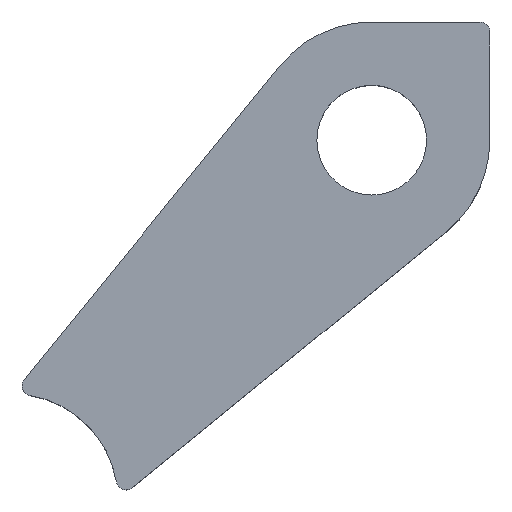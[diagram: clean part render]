
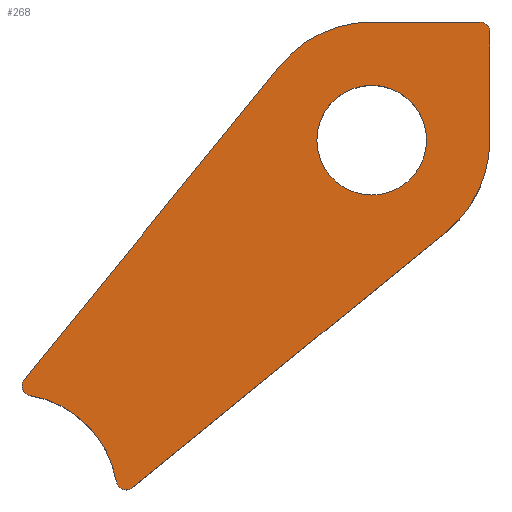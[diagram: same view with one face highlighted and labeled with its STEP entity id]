
A CAD part, top view. The second image highlights one B-rep face of the part: STEP entity #268.
In plain terms, the highlighted planar face has unit normal (0, 0, 1).
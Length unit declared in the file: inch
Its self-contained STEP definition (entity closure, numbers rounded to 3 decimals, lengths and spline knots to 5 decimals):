
#17=FACE_BOUND('',#57,.T.);
#24=PLANE('',#321);
#39=FACE_OUTER_BOUND('',#56,.T.);
#56=EDGE_LOOP('',(#235,#236,#237,#238,#239,#240,#241,#242,#243,#244));
#57=EDGE_LOOP('',(#245));
#70=LINE('',#460,#90);
#73=LINE('',#471,#93);
#76=LINE('',#478,#96);
#77=LINE('',#480,#97);
#90=VECTOR('',#378,0.3937);
#93=VECTOR('',#391,0.3937);
#96=VECTOR('',#400,0.3937);
#97=VECTOR('',#403,0.3937);
#100=CIRCLE('',#296,0.0625);
#108=CIRCLE('',#306,0.66);
#109=CIRCLE('',#308,0.0625);
#110=CIRCLE('',#310,0.0625);
#111=CIRCLE('',#313,0.34375);
#112=CIRCLE('',#315,0.74);
#113=CIRCLE('',#318,0.74);
#116=VERTEX_POINT('',#415);
#117=VERTEX_POINT('',#416);
#129=VERTEX_POINT('',#444);
#130=VERTEX_POINT('',#448);
#131=VERTEX_POINT('',#452);
#132=VERTEX_POINT('',#453);
#133=VERTEX_POINT('',#458);
#134=VERTEX_POINT('',#462);
#135=VERTEX_POINT('',#466);
#136=VERTEX_POINT('',#470);
#137=VERTEX_POINT('',#474);
#141=EDGE_CURVE('',#116,#117,#100,.T.);
#155=EDGE_CURVE('',#129,#117,#108,.T.);
#157=EDGE_CURVE('',#129,#130,#109,.T.);
#159=EDGE_CURVE('',#131,#132,#110,.T.);
#163=EDGE_CURVE('',#131,#133,#70,.T.);
#164=EDGE_CURVE('',#134,#134,#111,.T.);
#167=EDGE_CURVE('',#133,#135,#112,.T.);
#168=EDGE_CURVE('',#136,#132,#73,.T.);
#170=EDGE_CURVE('',#137,#136,#113,.T.);
#172=EDGE_CURVE('',#116,#137,#76,.T.);
#173=EDGE_CURVE('',#135,#130,#77,.T.);
#235=ORIENTED_EDGE('',*,*,#141,.F.);
#236=ORIENTED_EDGE('',*,*,#172,.T.);
#237=ORIENTED_EDGE('',*,*,#170,.T.);
#238=ORIENTED_EDGE('',*,*,#168,.T.);
#239=ORIENTED_EDGE('',*,*,#159,.F.);
#240=ORIENTED_EDGE('',*,*,#163,.T.);
#241=ORIENTED_EDGE('',*,*,#167,.T.);
#242=ORIENTED_EDGE('',*,*,#173,.T.);
#243=ORIENTED_EDGE('',*,*,#157,.F.);
#244=ORIENTED_EDGE('',*,*,#155,.T.);
#245=ORIENTED_EDGE('',*,*,#164,.T.);
#268=ADVANCED_FACE('',(#39,#17),#24,.T.);
#296=AXIS2_PLACEMENT_3D('',#417,#335,#336);
#306=AXIS2_PLACEMENT_3D('',#445,#361,#362);
#308=AXIS2_PLACEMENT_3D('',#449,#366,#367);
#310=AXIS2_PLACEMENT_3D('',#454,#371,#372);
#313=AXIS2_PLACEMENT_3D('',#463,#381,#382);
#315=AXIS2_PLACEMENT_3D('',#468,#387,#388);
#318=AXIS2_PLACEMENT_3D('',#475,#395,#396);
#321=AXIS2_PLACEMENT_3D('',#481,#404,#405);
#335=DIRECTION('center_axis',(0.,0.,-1.));
#336=DIRECTION('ref_axis',(-0.35,-0.937,0.));
#361=DIRECTION('center_axis',(0.,0.,-1.));
#362=DIRECTION('ref_axis',(-1.,0.,0.));
#366=DIRECTION('center_axis',(0.,0.,-1.));
#367=DIRECTION('ref_axis',(-0.937,-0.35,0.));
#371=DIRECTION('center_axis',(0.,0.,-1.));
#372=DIRECTION('ref_axis',(0.707,0.707,0.));
#378=DIRECTION('',(-1.,0.,0.));
#381=DIRECTION('center_axis',(0.,0.,-1.));
#382=DIRECTION('ref_axis',(-1.,0.,0.));
#387=DIRECTION('center_axis',(0.,0.,1.));
#388=DIRECTION('ref_axis',(0.,1.,0.));
#391=DIRECTION('',(0.,1.,0.));
#395=DIRECTION('center_axis',(0.,0.,1.));
#396=DIRECTION('ref_axis',(0.632,-0.775,0.));
#400=DIRECTION('',(0.775,0.632,0.));
#403=DIRECTION('',(-0.632,-0.775,0.));
#404=DIRECTION('center_axis',(0.,0.,1.));
#405=DIRECTION('ref_axis',(1.,0.,0.));
#415=CARTESIAN_POINT('',(-2.24856,-2.9255,0.46875));
#416=CARTESIAN_POINT('',(-2.34963,-2.88768,0.46875));
#417=CARTESIAN_POINT('Origin',(-2.28804,-2.87705,0.46875));
#444=CARTESIAN_POINT('',(-2.88768,-2.34963,0.46875));
#445=CARTESIAN_POINT('Origin',(-3.,-3.,0.46875));
#448=CARTESIAN_POINT('',(-2.9255,-2.24856,0.46875));
#449=CARTESIAN_POINT('Origin',(-2.87705,-2.28804,0.46875));
#452=CARTESIAN_POINT('',(-0.0725,-0.01,0.46875));
#453=CARTESIAN_POINT('',(-0.01,-0.0725,0.46875));
#454=CARTESIAN_POINT('Origin',(-0.0725,-0.0725,
0.46875));
#458=CARTESIAN_POINT('',(-0.75,-0.01,0.46875));
#460=CARTESIAN_POINT('',(-0.01,-0.01,0.46875));
#462=CARTESIAN_POINT('',(-0.40625,-0.75,0.46875));
#463=CARTESIAN_POINT('Origin',(-0.75,-0.75,0.46875));
#466=CARTESIAN_POINT('',(-1.32369,-0.28258,0.46875));
#468=CARTESIAN_POINT('Origin',(-0.75,-0.75,0.46875));
#470=CARTESIAN_POINT('',(-0.01,-0.75,0.46875));
#471=CARTESIAN_POINT('',(-0.01,-0.75,0.46875));
#474=CARTESIAN_POINT('',(-0.28258,-1.32369,0.46875));
#475=CARTESIAN_POINT('Origin',(-0.75,-0.75,0.46875));
#478=CARTESIAN_POINT('',(-2.34,-3.,0.46875));
#480=CARTESIAN_POINT('',(-1.32369,-0.28258,0.46875));
#481=CARTESIAN_POINT('Origin',(-1.505,-1.505,0.46875));
